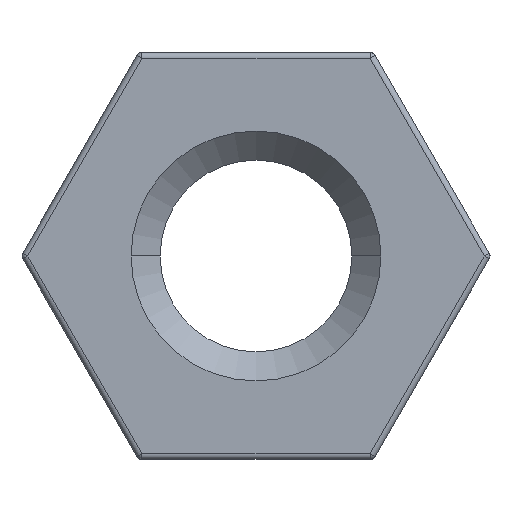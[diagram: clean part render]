
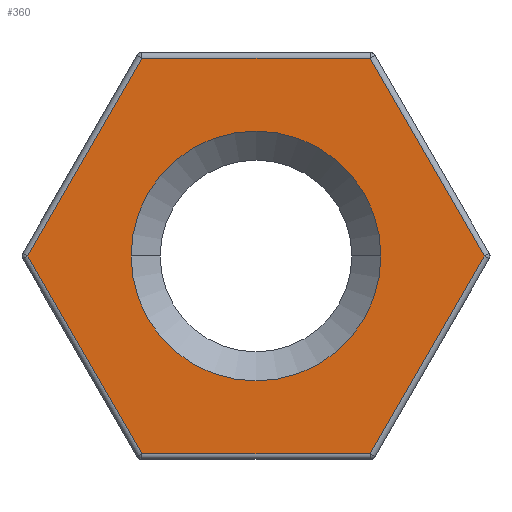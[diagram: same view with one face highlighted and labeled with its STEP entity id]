
A CAD part, left-side view. The second image highlights one B-rep face of the part: STEP entity #360.
In plain terms, the highlighted planar face has unit normal (-1, 0, 0).
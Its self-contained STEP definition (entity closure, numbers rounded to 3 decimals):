
#2 = DIRECTION ( 'NONE',  ( 0., -0.5, -0.866 ) ) ;
#11 = LINE ( 'NONE', #1163, #1055 ) ;
#18 = VERTEX_POINT ( 'NONE', #939 ) ;
#33 = EDGE_CURVE ( 'NONE', #751, #1003, #816, .T. ) ;
#49 = DIRECTION ( 'NONE',  ( 0., 0.5, 0.866 ) ) ;
#78 = CARTESIAN_POINT ( 'NONE',  ( 0., -2.944, -1.7 ) ) ;
#112 = EDGE_CURVE ( 'NONE', #1027, #948, #329, .T. ) ;
#162 = EDGE_CURVE ( 'NONE', #1003, #751, #423, .T. ) ;
#165 = EDGE_CURVE ( 'NONE', #18, #673, #622, .T. ) ;
#186 = CARTESIAN_POINT ( 'NONE',  ( 0., -2.944, 1.7 ) ) ;
#193 = EDGE_CURVE ( 'NONE', #838, #1027, #307, .T. ) ;
#203 = ORIENTED_EDGE ( 'NONE', *, *, #241, .T. ) ;
#229 = EDGE_CURVE ( 'NONE', #769, #18, #1133, .T. ) ;
#236 = AXIS2_PLACEMENT_3D ( 'NONE', #943, #934, #861 ) ;
#241 = EDGE_CURVE ( 'NONE', #948, #769, #664, .T. ) ;
#243 = DIRECTION ( 'NONE',  ( 0., -0.5, 0.866 ) ) ;
#251 = EDGE_CURVE ( 'NONE', #673, #838, #11, .T. ) ;
#287 = DIRECTION ( 'NONE',  ( 0., 1., 0. ) ) ;
#294 = ORIENTED_EDGE ( 'NONE', *, *, #162, .T. ) ;
#306 = DIRECTION ( 'NONE',  ( 1., 0., 0. ) ) ;
#307 = LINE ( 'NONE', #78, #767 ) ;
#329 = LINE ( 'NONE', #186, #1012 ) ;
#360 = ADVANCED_FACE ( 'NONE', ( #380, #420 ), #858, .F. ) ;
#378 = CARTESIAN_POINT ( 'NONE',  ( 0., 2.15, 0. ) ) ;
#380 = FACE_OUTER_BOUND ( 'NONE', #882, .T. ) ;
#415 = CARTESIAN_POINT ( 'NONE',  ( 0., 2.944, -1.7 ) ) ;
#420 = FACE_BOUND ( 'NONE', #1204, .T. ) ;
#423 = CIRCLE ( 'NONE', #236, 2.15 ) ;
#431 = CARTESIAN_POINT ( 'NONE',  ( 0., 0., 0. ) ) ;
#472 = VECTOR ( 'NONE', #915, 1000. ) ;
#480 = CARTESIAN_POINT ( 'NONE',  ( 0., -1.963, -3.4 ) ) ;
#490 = AXIS2_PLACEMENT_3D ( 'NONE', #431, #517, #1103 ) ;
#517 = DIRECTION ( 'NONE',  ( 1., 0., 0. ) ) ;
#565 = ORIENTED_EDGE ( 'NONE', *, *, #33, .T. ) ;
#622 = LINE ( 'NONE', #415, #1269 ) ;
#630 = CARTESIAN_POINT ( 'NONE',  ( 0., 1.963, -3.4 ) ) ;
#650 = CARTESIAN_POINT ( 'NONE',  ( 0., -3.926, 0. ) ) ;
#664 = LINE ( 'NONE', #917, #888 ) ;
#673 = VERTEX_POINT ( 'NONE', #630 ) ;
#736 = ORIENTED_EDGE ( 'NONE', *, *, #229, .T. ) ;
#751 = VERTEX_POINT ( 'NONE', #1222 ) ;
#761 = ORIENTED_EDGE ( 'NONE', *, *, #251, .T. ) ;
#767 = VECTOR ( 'NONE', #243, 1000. ) ;
#769 = VERTEX_POINT ( 'NONE', #1142 ) ;
#784 = CARTESIAN_POINT ( 'NONE',  ( 0., 0., 0. ) ) ;
#813 = CARTESIAN_POINT ( 'NONE',  ( 0., 2.944, 1.7 ) ) ;
#816 = CIRCLE ( 'NONE', #885, 2.15 ) ;
#838 = VERTEX_POINT ( 'NONE', #480 ) ;
#858 = PLANE ( 'NONE',  #490 ) ;
#861 = DIRECTION ( 'NONE',  ( 0., 1., 0. ) ) ;
#882 = EDGE_LOOP ( 'NONE', ( #936, #203, #736, #1179, #761, #1201 ) ) ;
#885 = AXIS2_PLACEMENT_3D ( 'NONE', #784, #306, #287 ) ;
#888 = VECTOR ( 'NONE', #1157, 1000. ) ;
#915 = DIRECTION ( 'NONE',  ( 0., 0.5, -0.866 ) ) ;
#917 = CARTESIAN_POINT ( 'NONE',  ( 0., 0., 3.4 ) ) ;
#934 = DIRECTION ( 'NONE',  ( 1., 0., 0. ) ) ;
#936 = ORIENTED_EDGE ( 'NONE', *, *, #112, .T. ) ;
#939 = CARTESIAN_POINT ( 'NONE',  ( 0., 3.926, 0. ) ) ;
#943 = CARTESIAN_POINT ( 'NONE',  ( 0., 0., 0. ) ) ;
#948 = VERTEX_POINT ( 'NONE', #1147 ) ;
#1003 = VERTEX_POINT ( 'NONE', #378 ) ;
#1012 = VECTOR ( 'NONE', #49, 1000. ) ;
#1027 = VERTEX_POINT ( 'NONE', #650 ) ;
#1055 = VECTOR ( 'NONE', #1082, 1000. ) ;
#1082 = DIRECTION ( 'NONE',  ( 0., -1., 0. ) ) ;
#1103 = DIRECTION ( 'NONE',  ( 0., 1., 0. ) ) ;
#1133 = LINE ( 'NONE', #813, #472 ) ;
#1142 = CARTESIAN_POINT ( 'NONE',  ( 0., 1.963, 3.4 ) ) ;
#1147 = CARTESIAN_POINT ( 'NONE',  ( 0., -1.963, 3.4 ) ) ;
#1157 = DIRECTION ( 'NONE',  ( 0., 1., 0. ) ) ;
#1163 = CARTESIAN_POINT ( 'NONE',  ( 0., 0., -3.4 ) ) ;
#1179 = ORIENTED_EDGE ( 'NONE', *, *, #165, .T. ) ;
#1201 = ORIENTED_EDGE ( 'NONE', *, *, #193, .T. ) ;
#1204 = EDGE_LOOP ( 'NONE', ( #294, #565 ) ) ;
#1222 = CARTESIAN_POINT ( 'NONE',  ( 0., -2.15, 0. ) ) ;
#1269 = VECTOR ( 'NONE', #2, 1000. ) ;
